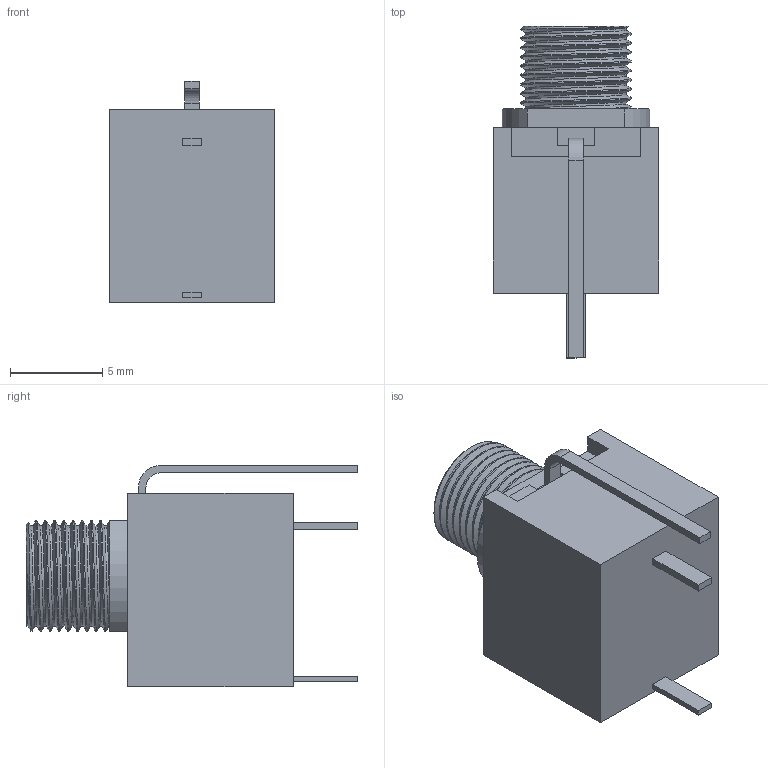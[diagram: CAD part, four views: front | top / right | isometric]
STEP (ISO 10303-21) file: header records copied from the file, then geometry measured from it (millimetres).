
FILE_DESCRIPTION (( 'STEP AP214' ), '1' );
FILE_NAME ('PJ398SM-12.STEP', '2020-11-12T12:41:09', ( '' ), ( '' ), 'SwSTEP 2.0', 'SolidWorks 2017', '' );
FILE_SCHEMA (( 'AUTOMOTIVE_DESIGN' ));
Length unit declared in the file: millimetre
Products named in the file (2): PJ398SM-12
Assembly tree (1 placements, depth 2):
  PJ398SM-12
    PJ398SM-12
Bounding box: 9 x 18 x 12 mm (x, y, z)
Volume: 926.1 mm3; surface area: 902 mm2
Topology: 5 solids, 5 shells, 76 faces, 190 edges, 126 vertices
Faces by surface type: plane 44, cylinder 26, cone 3, bspline 3
Entity records: 4264 total; most frequent: CARTESIAN_POINT 2457, ORIENTED_EDGE 380, DIRECTION 319, EDGE_CURVE 190, VERTEX_POINT 126, LINE 123, VECTOR 123, AXIS2_PLACEMENT_3D 98
